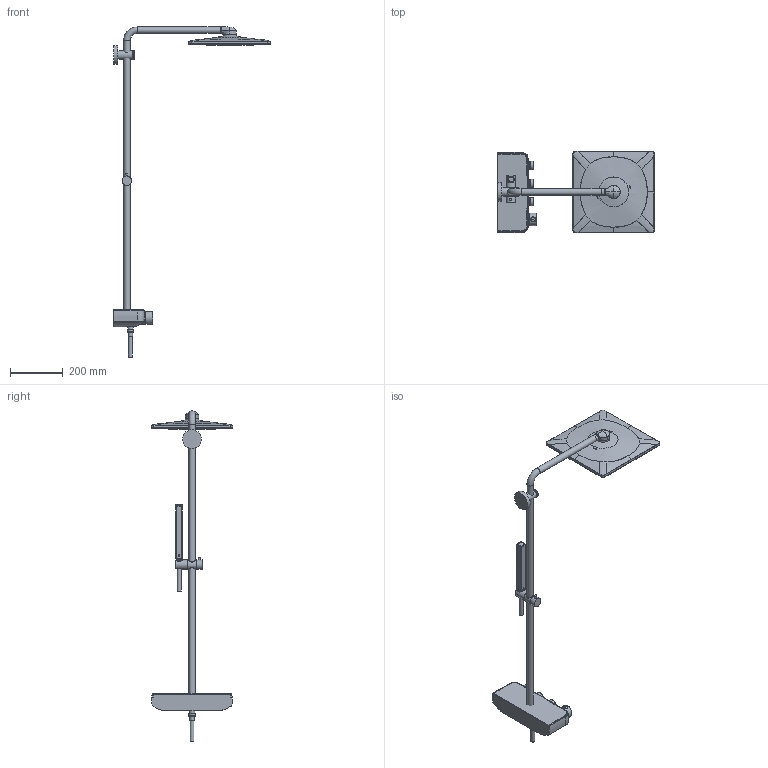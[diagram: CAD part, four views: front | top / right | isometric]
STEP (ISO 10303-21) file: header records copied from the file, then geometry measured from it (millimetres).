
FILE_DESCRIPTION(/* description */ ('Unknown'),/* implementation_level */ '2;1');
FILE_NAME(/* name */ '26508000',/* time_stamp */ '2022-08-26T11:49:01+02:00',/* author */ ('Unknown'),/* organization */ ('GROHE AG'),/* preprocessor_version */ 'ST-DEVELOPER v16.7',/* originating_system */ 'DEX',/* authorisation */ $);
FILE_SCHEMA (('AUTOMOTIVE_DESIGN {1 0 10303 214 3 1 1}'));
Length unit declared in the file: millimetre
Products named in the file (31): 26508000; 26508000_0; 26508000_1; 26508000_2; 26508000_3; 20170731_UPDATED TRAY_DRAFT ANGLE_+1mm; 1; 26508000_4; 26508000_5; 26508000_6; 26508000_7; 26508000_8; 26508000_9; 26508000_10; 26508000_11; 26508000_12; 26508000_13; 26508000_14; 26508000_15; 26508000_16; 26508000_17; 26508000_18; A4293191_G4_SMART CONTROL_MULTIJETS_CONNECTOR; 26508000_19; 1_0; 26508000_20; 26508000_21; 26508000_22; 20161121_SQUARE_SPRAYFACE_RADIUS; EXTRUDE#636
Assembly tree (30 placements, depth 2):
  26508000
    26508000
    26508000_0
    26508000_1
    26508000_2
    26508000_3
    20170731_UPDATED TRAY_DRAFT ANGLE_+1mm
    1
    26508000_4
    26508000_5
    26508000_6
    26508000_7
    26508000_8
    26508000_9
    26508000_10
    26508000_11
    26508000_12
    26508000_13
    26508000_14
    26508000_15
    26508000_16
    26508000_17
    26508000_18
    A4293191_G4_SMART CONTROL_MULTIJETS_CONNECTOR
    26508000_19
    1_0
    26508000_20
    26508000_21
    26508000_22
    20161121_SQUARE_SPRAYFACE_RADIUS
    EXTRUDE#636
Bounding box: 596.25 x 310 x 1254.05 mm (x, y, z)
Volume: 3898878.9 mm3; surface area: 894079.5 mm2
Topology: 30 solids, 31 shells, 1504 faces, 3534 edges, 2158 vertices
Faces by surface type: cylinder 539, plane 424, bspline 332, torus 110, cone 55, sphere 44
Full cylindrical faces by diameter (mm): 2 x1, 3.2 x33, 4.049 x112, 9 x1, 9.5 x1, 12.2 x1, 12.4 x1, 12.5 x1, 13.4 x1, 15 x2, 15.6 x1, 16 x3, 16.8 x1, 18 x1, 18.2 x2, 18.4 x1, 19 x2, 19.9 x1, 20.4 x1, 20.96 x1, 23 x2, 24.7 x3, 27 x1, 27.7 x2, 31.2 x1, 31.3 x1, 32 x2, 32.009 x9, 36 x5, 48.03 x1
Entity records: 78288 total; most frequent: CARTESIAN_POINT 43477, ORIENTED_EDGE 6090, DIRECTION 5460, EDGE_CURVE 3045, AXIS2_PLACEMENT_3D 2293, VERTEX_POINT 1979, FACE_BOUND 1960, EDGE_LOOP 1959
